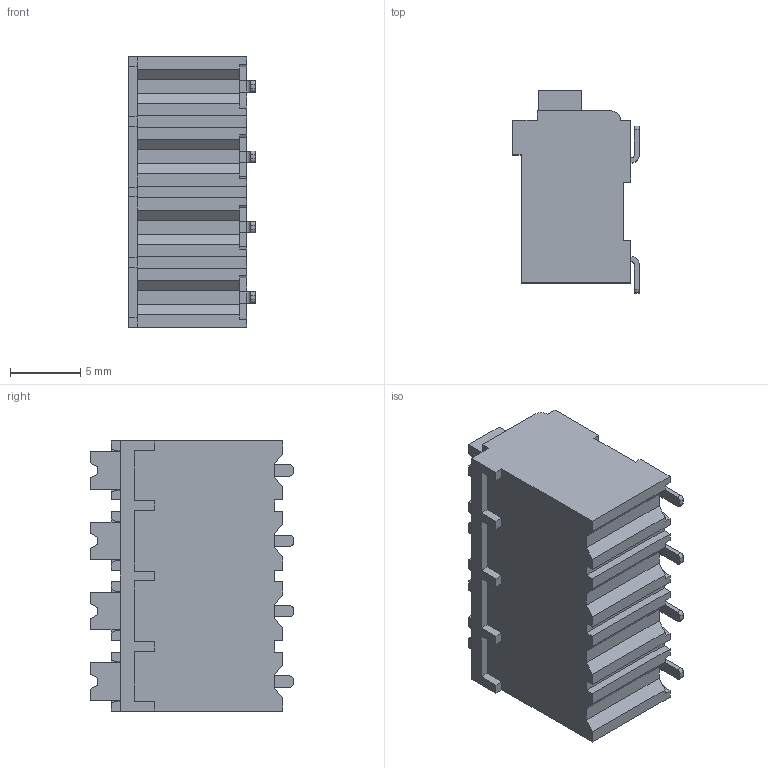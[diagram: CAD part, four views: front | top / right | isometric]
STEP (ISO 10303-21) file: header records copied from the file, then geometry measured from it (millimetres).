
FILE_DESCRIPTION((''),'2;1');
FILE_NAME('TLM-004RS-5_00-XXP-X','2024-09-29T',('sj'),(''),'PRO/ENGINEER BY PARAMETRIC TECHNOLOGY CORPORATION, 2015240','PRO/ENGINEER BY PARAMETRIC TECHNOLOGY CORPORATION, 2015240','');
FILE_SCHEMA(('CONFIG_CONTROL_DESIGN','SHAPE_APPEARANCE_LAYERS_GROUPS'));
Length unit declared in the file: millimetre
Products named in the file (1): TLM-004RS-5_00-XXP-X
Bounding box: 9 x 14.38 x 19.2 mm (x, y, z)
Volume: 1487.8 mm3; surface area: 1887.4 mm2
Topology: 1 solids, 1 shells, 380 faces, 1092 edges, 726 vertices
Faces by surface type: plane 324, cylinder 56
Entity records: 12426 total; most frequent: CARTESIAN_POINT 2326, ORIENTED_EDGE 2184, DIRECTION 1956, EDGE_CURVE 1092, VECTOR 940, LINE 940, VERTEX_POINT 726, AXIS2_PLACEMENT_3D 508
